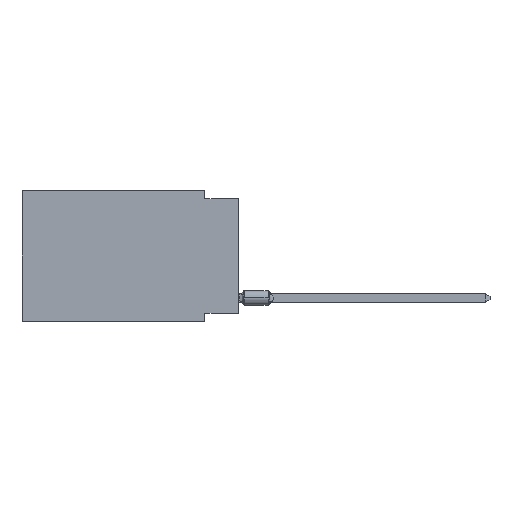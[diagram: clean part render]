
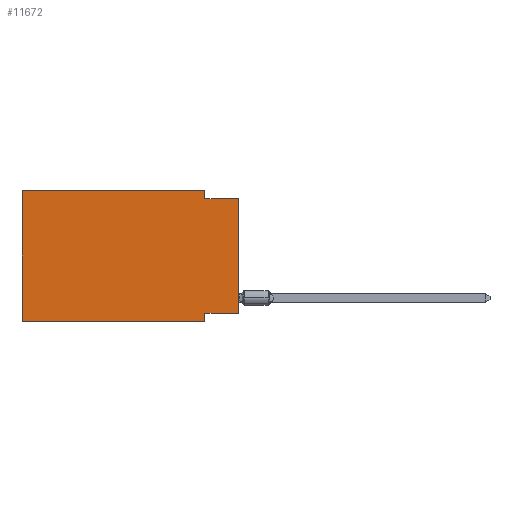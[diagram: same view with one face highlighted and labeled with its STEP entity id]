
A CAD part, left-side view. The second image highlights one B-rep face of the part: STEP entity #11672.
In plain terms, the highlighted planar face has unit normal (-1, 0, 0).
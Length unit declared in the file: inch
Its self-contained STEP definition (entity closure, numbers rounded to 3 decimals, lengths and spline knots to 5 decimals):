
#54 = CARTESIAN_POINT ( 'NONE',  ( 0., 0.1, -0.39 ) ) ;
#171 = DIRECTION ( 'NONE',  ( 0., 0., -1. ) ) ;
#234 = CARTESIAN_POINT ( 'NONE',  ( 0., 0.645, 0. ) ) ;
#356 = ORIENTED_EDGE ( 'NONE', *, *, #10835, .F. ) ;
#557 = VERTEX_POINT ( 'NONE', #7774 ) ;
#665 = CARTESIAN_POINT ( 'NONE',  ( 0., 0.1, -0.365 ) ) ;
#929 = EDGE_CURVE ( 'NONE', #12585, #8028, #5458, .T. ) ;
#932 = CARTESIAN_POINT ( 'NONE',  ( 0., 0.645, -0.39 ) ) ;
#1171 = CARTESIAN_POINT ( 'NONE',  ( 0., 0., -0.365 ) ) ;
#1185 = CARTESIAN_POINT ( 'NONE',  ( 0., 0.645, 0. ) ) ;
#1209 = EDGE_CURVE ( 'NONE', #557, #2705, #9677, .T. ) ;
#1632 = EDGE_LOOP ( 'NONE', ( #1911, #3255, #5349, #356, #11730, #5734, #8114, #4842 ) ) ;
#1658 = CARTESIAN_POINT ( 'NONE',  ( 0., 0., -0.025 ) ) ;
#1872 = CARTESIAN_POINT ( 'NONE',  ( 0., 0.1, -0.39 ) ) ;
#1883 = VECTOR ( 'NONE', #4501, 39.37008 ) ;
#1911 = ORIENTED_EDGE ( 'NONE', *, *, #7194, .T. ) ;
#2024 = CARTESIAN_POINT ( 'NONE',  ( 0., 0.1, 0. ) ) ;
#2267 = LINE ( 'NONE', #5351, #9335 ) ;
#2705 = VERTEX_POINT ( 'NONE', #1872 ) ;
#2758 = VECTOR ( 'NONE', #9857, 39.37008 ) ;
#2839 = AXIS2_PLACEMENT_3D ( 'NONE', #234, #5081, #171 ) ;
#2884 = EDGE_CURVE ( 'NONE', #8028, #10443, #2267, .T. ) ;
#3255 = ORIENTED_EDGE ( 'NONE', *, *, #2884, .F. ) ;
#3321 = DIRECTION ( 'NONE',  ( 0., 0., 1. ) ) ;
#3414 = VECTOR ( 'NONE', #10799, 39.37008 ) ;
#3555 = EDGE_CURVE ( 'NONE', #5124, #11946, #6861, .T. ) ;
#4177 = PLANE ( 'NONE',  #2839 ) ;
#4501 = DIRECTION ( 'NONE',  ( 0., 0., -1. ) ) ;
#4758 = LINE ( 'NONE', #4890, #7031 ) ;
#4842 = ORIENTED_EDGE ( 'NONE', *, *, #3555, .F. ) ;
#4890 = CARTESIAN_POINT ( 'NONE',  ( 0., 0., 0. ) ) ;
#4981 = LINE ( 'NONE', #5743, #6324 ) ;
#5081 = DIRECTION ( 'NONE',  ( 1., 0., 0. ) ) ;
#5124 = VERTEX_POINT ( 'NONE', #1171 ) ;
#5349 = ORIENTED_EDGE ( 'NONE', *, *, #929, .F. ) ;
#5351 = CARTESIAN_POINT ( 'NONE',  ( 0., 0., -0.025 ) ) ;
#5458 = LINE ( 'NONE', #9422, #1883 ) ;
#5734 = ORIENTED_EDGE ( 'NONE', *, *, #1209, .T. ) ;
#5743 = CARTESIAN_POINT ( 'NONE',  ( 0., 0.645, 0. ) ) ;
#5870 = CARTESIAN_POINT ( 'NONE',  ( 0., 0.1, -0.025 ) ) ;
#6109 = EDGE_CURVE ( 'NONE', #557, #10503, #7251, .T. ) ;
#6324 = VECTOR ( 'NONE', #10686, 39.37008 ) ;
#6861 = LINE ( 'NONE', #10836, #2758 ) ;
#7031 = VECTOR ( 'NONE', #7789, 39.37008 ) ;
#7194 = EDGE_CURVE ( 'NONE', #5124, #10443, #4758, .T. ) ;
#7251 = LINE ( 'NONE', #1185, #11615 ) ;
#7774 = CARTESIAN_POINT ( 'NONE',  ( 0., 0.645, -0.39 ) ) ;
#7789 = DIRECTION ( 'NONE',  ( 0., 0., 1. ) ) ;
#8028 = VERTEX_POINT ( 'NONE', #5870 ) ;
#8114 = ORIENTED_EDGE ( 'NONE', *, *, #9666, .F. ) ;
#8286 = VECTOR ( 'NONE', #8828, 39.37008 ) ;
#8696 = CARTESIAN_POINT ( 'NONE',  ( 0., 0.645, 0. ) ) ;
#8828 = DIRECTION ( 'NONE',  ( 0., -1., 0. ) ) ;
#9335 = VECTOR ( 'NONE', #11379, 39.37008 ) ;
#9422 = CARTESIAN_POINT ( 'NONE',  ( 0., 0.1, 0. ) ) ;
#9666 = EDGE_CURVE ( 'NONE', #11946, #2705, #10860, .T. ) ;
#9677 = LINE ( 'NONE', #932, #8286 ) ;
#9857 = DIRECTION ( 'NONE',  ( 0., 1., 0. ) ) ;
#10443 = VERTEX_POINT ( 'NONE', #1658 ) ;
#10503 = VERTEX_POINT ( 'NONE', #8696 ) ;
#10686 = DIRECTION ( 'NONE',  ( 0., -1., 0. ) ) ;
#10799 = DIRECTION ( 'NONE',  ( 0., 0., -1. ) ) ;
#10835 = EDGE_CURVE ( 'NONE', #10503, #12585, #4981, .T. ) ;
#10836 = CARTESIAN_POINT ( 'NONE',  ( 0., 0., -0.365 ) ) ;
#10860 = LINE ( 'NONE', #54, #3414 ) ;
#11379 = DIRECTION ( 'NONE',  ( 0., -1., 0. ) ) ;
#11615 = VECTOR ( 'NONE', #3321, 39.37008 ) ;
#11672 = ADVANCED_FACE ( 'NONE', ( #11900 ), #4177, .F. ) ;
#11730 = ORIENTED_EDGE ( 'NONE', *, *, #6109, .F. ) ;
#11900 = FACE_OUTER_BOUND ( 'NONE', #1632, .T. ) ;
#11946 = VERTEX_POINT ( 'NONE', #665 ) ;
#12585 = VERTEX_POINT ( 'NONE', #2024 ) ;
